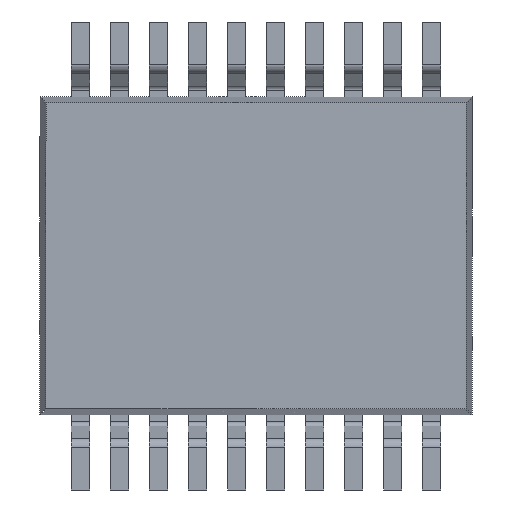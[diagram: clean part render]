
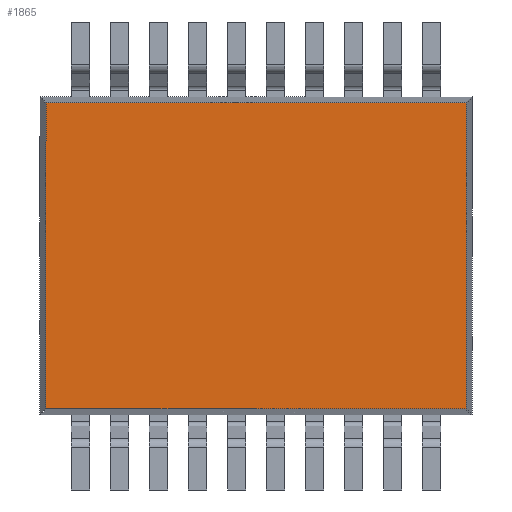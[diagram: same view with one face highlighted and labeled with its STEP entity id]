
A CAD part, front view. The second image highlights one B-rep face of the part: STEP entity #1865.
In plain terms, the highlighted face is planar.
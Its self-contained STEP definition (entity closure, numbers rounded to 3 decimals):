
#27 = LINE ( 'NONE', #187, #2247 ) ;
#59 = DIRECTION ( 'NONE',  ( 0., 1., 0. ) ) ;
#68 = CARTESIAN_POINT ( 'NONE',  ( 3.5, 2.55, 0.15 ) ) ;
#84 = CARTESIAN_POINT ( 'NONE',  ( 0., 0., 0.15 ) ) ;
#88 = EDGE_CURVE ( 'NONE', #803, #437, #27, .T. ) ;
#153 = ORIENTED_EDGE ( 'NONE', *, *, #88, .T. ) ;
#187 = CARTESIAN_POINT ( 'NONE',  ( 0., 2.55, 0.15 ) ) ;
#201 = VECTOR ( 'NONE', #59, 1000. ) ;
#437 = VERTEX_POINT ( 'NONE', #68 ) ;
#443 = CARTESIAN_POINT ( 'NONE',  ( 0., -2.55, 0.15 ) ) ;
#616 = CARTESIAN_POINT ( 'NONE',  ( 3.5, -2.55, 0.15 ) ) ;
#684 = ORIENTED_EDGE ( 'NONE', *, *, #2143, .T. ) ;
#753 = DIRECTION ( 'NONE',  ( 1., 0., 0. ) ) ;
#793 = DIRECTION ( 'NONE',  ( -1., 0., 0. ) ) ;
#803 = VERTEX_POINT ( 'NONE', #2042 ) ;
#925 = CARTESIAN_POINT ( 'NONE',  ( -3.5, -2.55, 0.15 ) ) ;
#970 = LINE ( 'NONE', #443, #1517 ) ;
#1000 = DIRECTION ( 'NONE',  ( 0., -1., 0. ) ) ;
#1018 = PLANE ( 'NONE',  #1029 ) ;
#1029 = AXIS2_PLACEMENT_3D ( 'NONE', #84, #1184, #2284 ) ;
#1184 = DIRECTION ( 'NONE',  ( 0., 0., -1. ) ) ;
#1354 = FACE_OUTER_BOUND ( 'NONE', #1992, .T. ) ;
#1386 = ORIENTED_EDGE ( 'NONE', *, *, #2229, .T. ) ;
#1517 = VECTOR ( 'NONE', #793, 1000. ) ;
#1648 = VERTEX_POINT ( 'NONE', #616 ) ;
#1677 = ORIENTED_EDGE ( 'NONE', *, *, #2285, .T. ) ;
#1783 = LINE ( 'NONE', #2116, #2314 ) ;
#1865 = ADVANCED_FACE ( 'NONE', ( #1354 ), #1018, .T. ) ;
#1992 = EDGE_LOOP ( 'NONE', ( #684, #153, #1386, #1677 ) ) ;
#2042 = CARTESIAN_POINT ( 'NONE',  ( -3.5, 2.55, 0.15 ) ) ;
#2100 = LINE ( 'NONE', #2196, #201 ) ;
#2116 = CARTESIAN_POINT ( 'NONE',  ( 3.5, 0., 0.15 ) ) ;
#2143 = EDGE_CURVE ( 'NONE', #2298, #803, #2100, .T. ) ;
#2196 = CARTESIAN_POINT ( 'NONE',  ( -3.5, 0., 0.15 ) ) ;
#2229 = EDGE_CURVE ( 'NONE', #437, #1648, #1783, .T. ) ;
#2247 = VECTOR ( 'NONE', #753, 1000. ) ;
#2284 = DIRECTION ( 'NONE',  ( -1., 0., 0. ) ) ;
#2285 = EDGE_CURVE ( 'NONE', #1648, #2298, #970, .T. ) ;
#2298 = VERTEX_POINT ( 'NONE', #925 ) ;
#2314 = VECTOR ( 'NONE', #1000, 1000. ) ;
